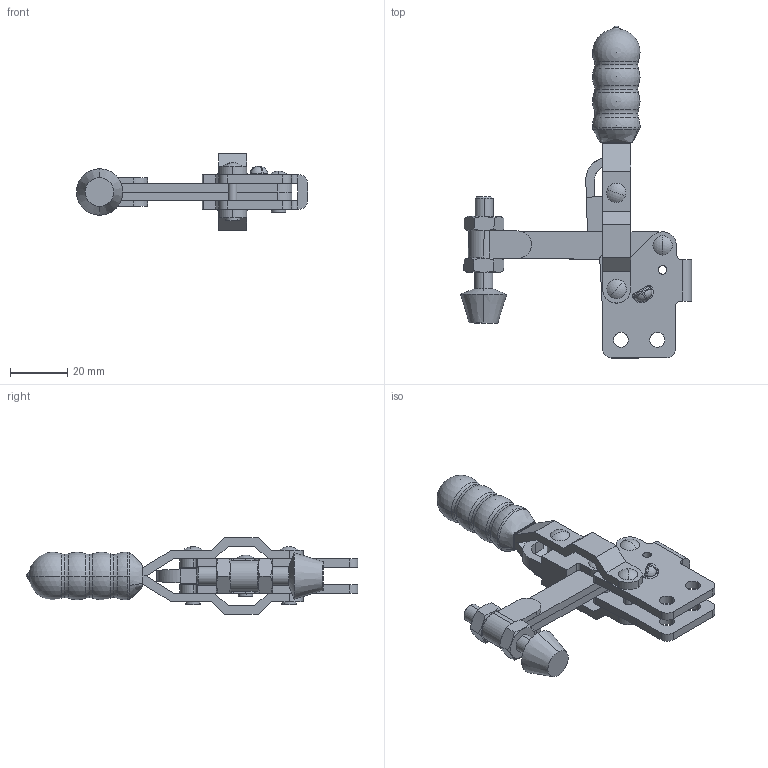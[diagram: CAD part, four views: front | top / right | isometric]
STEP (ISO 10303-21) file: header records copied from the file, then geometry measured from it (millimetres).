
FILE_DESCRIPTION (( 'STEP AP214' ), '1' );
FILE_NAME ('GH-12065(Â²¤Æ).STEP', '2020-03-12T08:22:02', ( 'LinWei' ), ( '' ), 'SwSTEP 2.0', 'SolidWorks 2016', '' );
FILE_SCHEMA (( 'AUTOMOTIVE_DESIGN' ));
Length unit declared in the file: millimetre
Products named in the file (6): Group4_112055U13-1^GH-12065(簡化); Group5^GH-12065(簡化); GH-12065(簡化); Group1_112055U01; 11206008_00-1^GH-12065(簡化); Group3^GH-12065(簡化)
Assembly tree (5 placements, depth 2):
  GH-12065(簡化)
    Group5^GH-12065(簡化)
    Group4_112055U13-1^GH-12065(簡化)
    Group3^GH-12065(簡化)
    11206008_00-1^GH-12065(簡化)
    Group1_112055U01
Bounding box: 80.65 x 115.85 x 26.8 mm (x, y, z)
Volume: 27286.2 mm3; surface area: 17801.9 mm2
Topology: 5 solids, 5 shells, 302 faces, 796 edges, 512 vertices
Faces by surface type: cylinder 122, plane 112, torus 20, sphere 18, bspline 16, cone 14
Entity records: 12316 total; most frequent: CARTESIAN_POINT 3028, DIRECTION 1612, ORIENTED_EDGE 1552, EDGE_CURVE 776, AXIS2_PLACEMENT_3D 620, VERTEX_POINT 500, VECTOR 372, LINE 372
